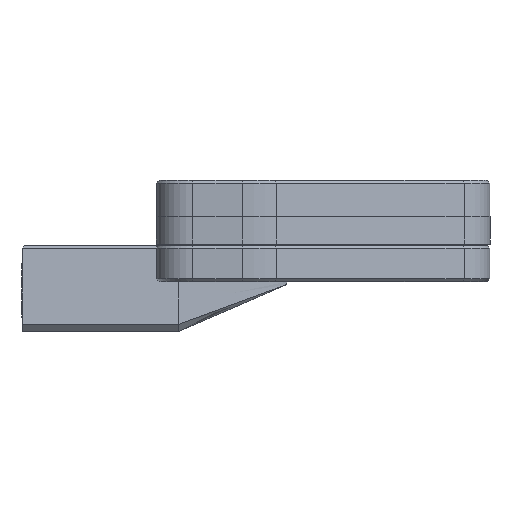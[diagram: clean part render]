
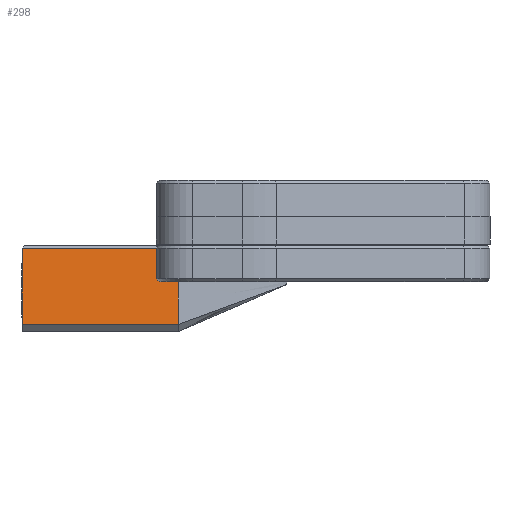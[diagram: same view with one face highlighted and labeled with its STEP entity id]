
A CAD part, left-side view. The second image highlights one B-rep face of the part: STEP entity #298.
In plain terms, the highlighted planar face has unit normal (-0.993, 0, 0.121).
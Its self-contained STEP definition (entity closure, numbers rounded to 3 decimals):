
#121 = VERTEX_POINT('',#122);
#122 = CARTESIAN_POINT('',(-77.917,-58.485,
    -40.389));
#128 = EDGE_CURVE('',#121,#129,#131,.T.);
#129 = VERTEX_POINT('',#130);
#130 = CARTESIAN_POINT('',(-77.917,-36.918,
    -40.389));
#131 = LINE('',#132,#133);
#132 = CARTESIAN_POINT('',(-77.917,-55.485,
    -40.389));
#133 = VECTOR('',#134,1.);
#134 = DIRECTION('',(0.,1.,0.));
#150 = EDGE_CURVE('',#129,#151,#153,.T.);
#151 = VERTEX_POINT('',#152);
#152 = CARTESIAN_POINT('',(-76.638,-36.918,
    -29.89));
#153 = LINE('',#154,#155);
#154 = CARTESIAN_POINT('',(-76.925,-36.918,
    -32.241));
#155 = VECTOR('',#156,1.);
#156 = DIRECTION('',(0.121,0.,0.993));
#298 = ADVANCED_FACE('',(#299),#365,.T.);
#299 = FACE_BOUND('',#300,.T.);
#300 = EDGE_LOOP('',(#301,#311,#319,#327,#333,#334,#335,#343,#351,#359)
  );
#301 = ORIENTED_EDGE('',*,*,#302,.F.);
#302 = EDGE_CURVE('',#303,#305,#307,.T.);
#303 = VERTEX_POINT('',#304);
#304 = CARTESIAN_POINT('',(-76.638,-55.488,
    -29.887));
#305 = VERTEX_POINT('',#306);
#306 = CARTESIAN_POINT('',(-76.638,-55.485,
    -29.89));
#307 = LINE('',#308,#309);
#308 = CARTESIAN_POINT('',(-77.103,-51.67,
    -33.705));
#309 = VECTOR('',#310,1.);
#310 = DIRECTION('',(-0.086,0.704,-0.704)
  );
#311 = ORIENTED_EDGE('',*,*,#312,.T.);
#312 = EDGE_CURVE('',#303,#313,#315,.T.);
#313 = VERTEX_POINT('',#314);
#314 = CARTESIAN_POINT('',(-76.638,-55.485,
    -29.887));
#315 = LINE('',#316,#317);
#316 = CARTESIAN_POINT('',(-76.638,-55.885,
    -29.887));
#317 = VECTOR('',#318,1.);
#318 = DIRECTION('',(0.,1.,0.));
#319 = ORIENTED_EDGE('',*,*,#320,.T.);
#320 = EDGE_CURVE('',#313,#321,#323,.T.);
#321 = VERTEX_POINT('',#322);
#322 = CARTESIAN_POINT('',(-76.638,-36.921,
    -29.887));
#323 = LINE('',#324,#325);
#324 = CARTESIAN_POINT('',(-76.638,-55.485,
    -29.887));
#325 = VECTOR('',#326,1.);
#326 = DIRECTION('',(0.,1.,0.));
#327 = ORIENTED_EDGE('',*,*,#328,.T.);
#328 = EDGE_CURVE('',#321,#151,#329,.T.);
#329 = LINE('',#330,#331);
#330 = CARTESIAN_POINT('',(-76.469,-38.308,
    -28.5));
#331 = VECTOR('',#332,1.);
#332 = DIRECTION('',(-0.086,0.704,-0.704)
  );
#333 = ORIENTED_EDGE('',*,*,#150,.F.);
#334 = ORIENTED_EDGE('',*,*,#128,.F.);
#335 = ORIENTED_EDGE('',*,*,#336,.T.);
#336 = EDGE_CURVE('',#121,#337,#339,.T.);
#337 = VERTEX_POINT('',#338);
#338 = CARTESIAN_POINT('',(-77.199,-58.485,
    -34.49));
#339 = LINE('',#340,#341);
#340 = CARTESIAN_POINT('',(-77.917,-58.485,
    -40.389));
#341 = VECTOR('',#342,1.);
#342 = DIRECTION('',(0.121,0.,0.993));
#343 = ORIENTED_EDGE('',*,*,#344,.F.);
#344 = EDGE_CURVE('',#345,#337,#347,.T.);
#345 = VERTEX_POINT('',#346);
#346 = CARTESIAN_POINT('',(-77.199,-55.885,
    -34.49));
#347 = LINE('',#348,#349);
#348 = CARTESIAN_POINT('',(-77.199,-55.485,
    -34.49));
#349 = VECTOR('',#350,1.);
#350 = DIRECTION('',(0.,-1.,0.));
#351 = ORIENTED_EDGE('',*,*,#352,.T.);
#352 = EDGE_CURVE('',#345,#353,#355,.T.);
#353 = VERTEX_POINT('',#354);
#354 = CARTESIAN_POINT('',(-77.15,-55.485,
    -34.09));
#355 = LINE('',#356,#357);
#356 = CARTESIAN_POINT('',(-77.023,-54.448,
    -33.053));
#357 = VECTOR('',#358,1.);
#358 = DIRECTION('',(0.086,0.704,0.704));
#359 = ORIENTED_EDGE('',*,*,#360,.F.);
#360 = EDGE_CURVE('',#305,#353,#361,.T.);
#361 = LINE('',#362,#363);
#362 = CARTESIAN_POINT('',(-76.589,-55.485,
    -29.49));
#363 = VECTOR('',#364,1.);
#364 = DIRECTION('',(-0.121,0.,-0.993)
  );
#365 = PLANE('',#366);
#366 = AXIS2_PLACEMENT_3D('',#367,#368,#369);
#367 = CARTESIAN_POINT('',(-77.281,-47.47,-35.17
    ));
#368 = DIRECTION('',(-0.993,0.,0.121));
#369 = DIRECTION('',(-0.121,0.,-0.993));
